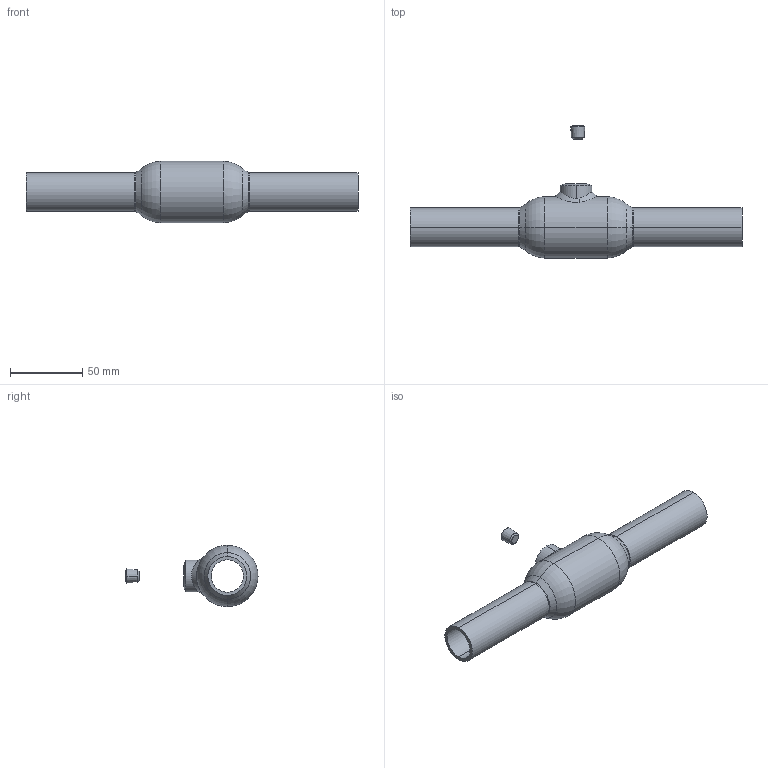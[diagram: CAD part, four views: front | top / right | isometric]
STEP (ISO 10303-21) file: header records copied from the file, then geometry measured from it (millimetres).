
FILE_DESCRIPTION (( 'STEP AP214' ), '1' );
FILE_NAME ('63102020.STEP', '2010-10-27T12:14:25', ( 'BROEN A/S' ), ( 'BROEN A/S' ), 'SwSTEP 2.0', 'SolidWorks 2009', '' );
FILE_SCHEMA (( 'AUTOMOTIVE_DESIGN' ));
Length unit declared in the file: millimetre
Products named in the file (1): 63102020
Bounding box: 229.37 x 91.2 x 42.4 mm (x, y, z)
Surface area: 36684.7 mm2 (no closed solid volume)
Topology: 0 solids, 8 shells, 57 faces, 146 edges, 90 vertices
Faces by surface type: cone 18, cylinder 14, plane 11, sphere 8, torus 4, bspline 2
Entity records: 3779 total; most frequent: CARTESIAN_POINT 1738, DIRECTION 330, ORIENTED_EDGE 248, EDGE_CURVE 142, AXIS2_PLACEMENT_3D 140, VERTEX_POINT 90, CIRCLE 84, EDGE_LOOP 62
